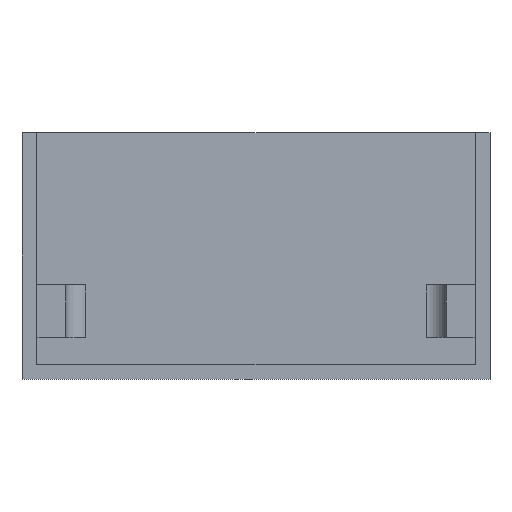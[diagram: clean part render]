
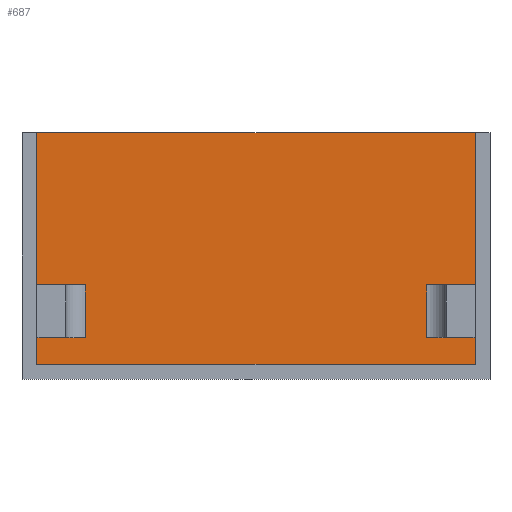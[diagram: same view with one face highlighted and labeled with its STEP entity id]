
A CAD part, top view. The second image highlights one B-rep face of the part: STEP entity #687.
In plain terms, the highlighted planar face has unit normal (0, 0, 1).
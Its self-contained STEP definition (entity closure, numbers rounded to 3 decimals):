
#49=FACE_OUTER_BOUND('',#88,.T.);
#88=EDGE_LOOP('',(#518,#519,#520,#521,#522,#523,#524,#525,#526,#527,#528,
#529));
#116=LINE('',#961,#204);
#121=LINE('',#978,#209);
#131=LINE('',#1001,#219);
#134=LINE('',#1007,#222);
#151=LINE('',#1044,#239);
#152=LINE('',#1046,#240);
#153=LINE('',#1048,#241);
#154=LINE('',#1049,#242);
#155=LINE('',#1051,#243);
#156=LINE('',#1053,#244);
#157=LINE('',#1055,#245);
#158=LINE('',#1056,#246);
#204=VECTOR('',#780,10.);
#209=VECTOR('',#795,10.);
#219=VECTOR('',#813,10.);
#222=VECTOR('',#818,10.);
#239=VECTOR('',#855,10.);
#240=VECTOR('',#856,10.);
#241=VECTOR('',#857,10.);
#242=VECTOR('',#858,10.);
#243=VECTOR('',#859,10.);
#244=VECTOR('',#860,10.);
#245=VECTOR('',#861,10.);
#246=VECTOR('',#862,10.);
#291=VERTEX_POINT('',#954);
#294=VERTEX_POINT('',#959);
#298=VERTEX_POINT('',#971);
#301=VERTEX_POINT('',#976);
#310=VERTEX_POINT('',#999);
#311=VERTEX_POINT('',#1003);
#322=VERTEX_POINT('',#1043);
#323=VERTEX_POINT('',#1045);
#324=VERTEX_POINT('',#1047);
#325=VERTEX_POINT('',#1050);
#326=VERTEX_POINT('',#1052);
#327=VERTEX_POINT('',#1054);
#358=EDGE_CURVE('',#294,#291,#116,.T.);
#366=EDGE_CURVE('',#301,#298,#121,.T.);
#377=EDGE_CURVE('',#301,#310,#131,.T.);
#380=EDGE_CURVE('',#311,#298,#134,.T.);
#398=EDGE_CURVE('',#294,#322,#151,.T.);
#399=EDGE_CURVE('',#322,#323,#152,.T.);
#400=EDGE_CURVE('',#323,#324,#153,.T.);
#401=EDGE_CURVE('',#324,#311,#154,.T.);
#402=EDGE_CURVE('',#310,#325,#155,.T.);
#403=EDGE_CURVE('',#325,#326,#156,.T.);
#404=EDGE_CURVE('',#326,#327,#157,.T.);
#405=EDGE_CURVE('',#327,#291,#158,.T.);
#518=ORIENTED_EDGE('',*,*,#398,.T.);
#519=ORIENTED_EDGE('',*,*,#399,.T.);
#520=ORIENTED_EDGE('',*,*,#400,.T.);
#521=ORIENTED_EDGE('',*,*,#401,.T.);
#522=ORIENTED_EDGE('',*,*,#380,.T.);
#523=ORIENTED_EDGE('',*,*,#366,.F.);
#524=ORIENTED_EDGE('',*,*,#377,.T.);
#525=ORIENTED_EDGE('',*,*,#402,.T.);
#526=ORIENTED_EDGE('',*,*,#403,.T.);
#527=ORIENTED_EDGE('',*,*,#404,.T.);
#528=ORIENTED_EDGE('',*,*,#405,.T.);
#529=ORIENTED_EDGE('',*,*,#358,.F.);
#652=PLANE('',#744);
#687=ADVANCED_FACE('',(#49),#652,.T.);
#744=AXIS2_PLACEMENT_3D('',#1042,#853,#854);
#780=DIRECTION('',(0.,-1.,0.));
#795=DIRECTION('',(0.,1.,0.));
#813=DIRECTION('',(-1.,0.,0.));
#818=DIRECTION('',(1.,0.,0.));
#853=DIRECTION('center_axis',(0.,0.,1.));
#854=DIRECTION('ref_axis',(1.,0.,0.));
#855=DIRECTION('',(1.,0.,0.));
#856=DIRECTION('',(0.,1.,0.));
#857=DIRECTION('',(-1.,0.,0.));
#858=DIRECTION('',(0.,-1.,0.));
#859=DIRECTION('',(0.,-1.,0.));
#860=DIRECTION('',(1.,0.,0.));
#861=DIRECTION('',(0.,1.,0.));
#862=DIRECTION('',(-1.,0.,0.));
#954=CARTESIAN_POINT('',(35.4,-16.9,5.));
#959=CARTESIAN_POINT('',(35.4,-6.,5.));
#961=CARTESIAN_POINT('',(35.4,-4.975,5.));
#971=CARTESIAN_POINT('',(-35.4,-6.,5.));
#976=CARTESIAN_POINT('',(-35.4,-16.9,5.));
#978=CARTESIAN_POINT('',(-35.4,-4.975,5.));
#999=CARTESIAN_POINT('',(-45.4,-16.9,5.));
#1001=CARTESIAN_POINT('',(-66.1,-16.9,5.));
#1003=CARTESIAN_POINT('',(-45.4,-6.,5.));
#1007=CARTESIAN_POINT('',(-20.7,-6.,5.));
#1042=CARTESIAN_POINT('Origin',(0.,1.5,5.));
#1043=CARTESIAN_POINT('',(45.4,-6.,5.));
#1044=CARTESIAN_POINT('',(22.7,-6.,5.));
#1045=CARTESIAN_POINT('',(45.4,25.5,5.));
#1046=CARTESIAN_POINT('',(45.4,-11.25,5.));
#1047=CARTESIAN_POINT('',(-45.4,25.5,5.));
#1048=CARTESIAN_POINT('',(-45.4,25.5,5.));
#1049=CARTESIAN_POINT('',(-45.4,12.75,5.));
#1050=CARTESIAN_POINT('',(-45.4,-22.4,5.));
#1051=CARTESIAN_POINT('',(-45.4,12.75,5.));
#1052=CARTESIAN_POINT('',(45.4,-22.4,5.));
#1053=CARTESIAN_POINT('',(-22.7,-22.4,5.));
#1054=CARTESIAN_POINT('',(45.4,-16.9,5.));
#1055=CARTESIAN_POINT('',(45.4,-11.25,5.));
#1056=CARTESIAN_POINT('',(20.7,-16.9,5.));
